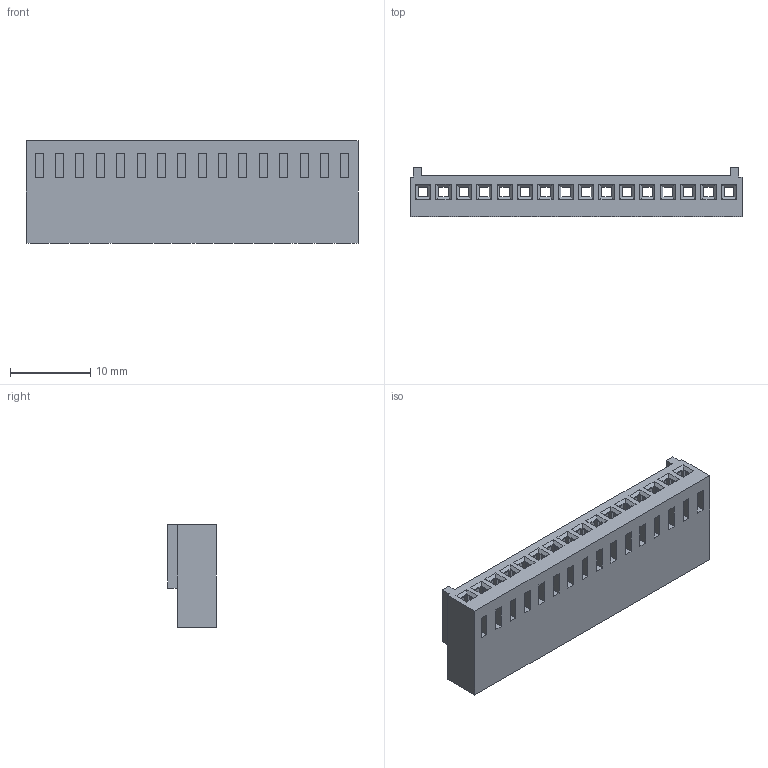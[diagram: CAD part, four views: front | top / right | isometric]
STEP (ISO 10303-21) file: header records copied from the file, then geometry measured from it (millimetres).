
FILE_DESCRIPTION((''),'2;1');
FILE_NAME('FHG25401-S16M2W1B','2025-06-19T',('工程三'),(''),'PRO/ENGINEER BY PARAMETRIC TECHNOLOGY CORPORATION, 2010280','PRO/ENGINEER BY PARAMETRIC TECHNOLOGY CORPORATION, 2010280','');
FILE_SCHEMA(('CONFIG_CONTROL_DESIGN'));
Length unit declared in the file: millimetre
Products named in the file (1): FHG25401-S16M2W1B
Bounding box: 41.36 x 6.1 x 12.8 mm (x, y, z)
Volume: 1351.6 mm3; surface area: 3828.4 mm2
Topology: 1 solids, 1 shells, 544 faces, 1514 edges, 988 vertices
Faces by surface type: plane 544
Entity records: 17132 total; most frequent: CARTESIAN_POINT 3046, ORIENTED_EDGE 3028, DIRECTION 2602, VECTOR 1514, LINE 1514, EDGE_CURVE 1514, VERTEX_POINT 988, EDGE_LOOP 624
